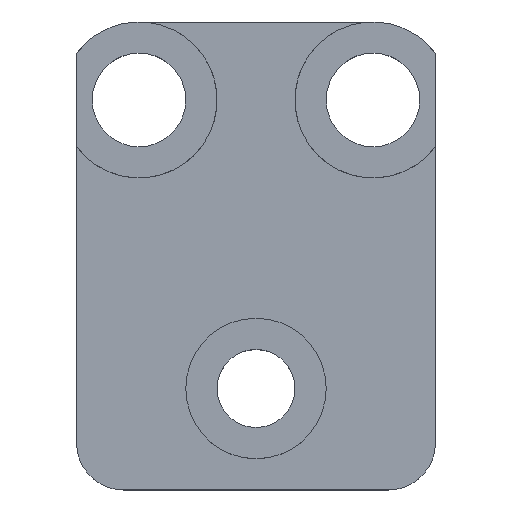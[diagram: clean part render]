
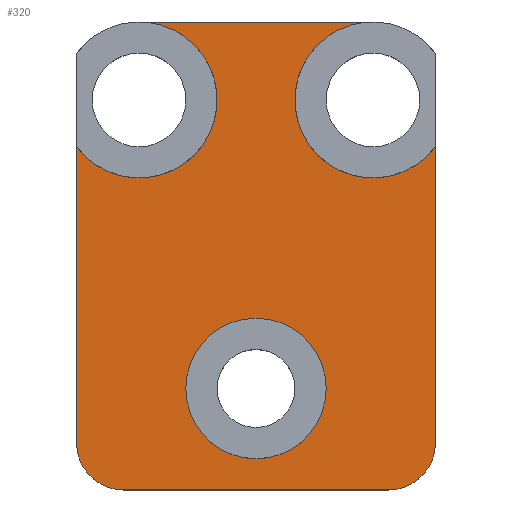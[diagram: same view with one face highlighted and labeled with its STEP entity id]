
A CAD part, top view. The second image highlights one B-rep face of the part: STEP entity #320.
In plain terms, the highlighted planar face has unit normal (0, 0, 1).
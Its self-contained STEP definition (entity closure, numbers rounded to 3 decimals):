
#25=FACE_BOUND('',#75,.T.);
#34=PLANE('',#370);
#51=FACE_OUTER_BOUND('',#74,.T.);
#74=EDGE_LOOP('',(#287,#288,#289,#290,#291,#292,#293,#294));
#75=EDGE_LOOP('',(#295));
#82=LINE('',#505,#106);
#88=LINE('',#536,#112);
#96=LINE('',#549,#120);
#98=LINE('',#556,#122);
#106=VECTOR('',#404,10.);
#112=VECTOR('',#438,10.);
#120=VECTOR('',#454,10.);
#122=VECTOR('',#462,10.);
#124=CIRCLE('',#337,3.);
#132=CIRCLE('',#348,3.);
#136=CIRCLE('',#354,4.5);
#140=CIRCLE('',#366,5.);
#141=CIRCLE('',#369,5.);
#142=VERTEX_POINT('',#475);
#143=VERTEX_POINT('',#476);
#155=VERTEX_POINT('',#504);
#156=VERTEX_POINT('',#508);
#161=VERTEX_POINT('',#521);
#166=VERTEX_POINT('',#535);
#167=VERTEX_POINT('',#547);
#168=VERTEX_POINT('',#551);
#169=VERTEX_POINT('',#555);
#170=EDGE_CURVE('',#142,#143,#124,.T.);
#184=EDGE_CURVE('',#155,#143,#82,.T.);
#186=EDGE_CURVE('',#155,#156,#132,.T.);
#193=EDGE_CURVE('',#161,#161,#136,.T.);
#198=EDGE_CURVE('',#166,#156,#88,.T.);
#206=EDGE_CURVE('',#142,#167,#96,.T.);
#207=EDGE_CURVE('',#168,#166,#140,.T.);
#209=EDGE_CURVE('',#169,#168,#98,.T.);
#211=EDGE_CURVE('',#167,#169,#141,.T.);
#287=ORIENTED_EDGE('',*,*,#170,.F.);
#288=ORIENTED_EDGE('',*,*,#206,.T.);
#289=ORIENTED_EDGE('',*,*,#211,.T.);
#290=ORIENTED_EDGE('',*,*,#209,.T.);
#291=ORIENTED_EDGE('',*,*,#207,.T.);
#292=ORIENTED_EDGE('',*,*,#198,.T.);
#293=ORIENTED_EDGE('',*,*,#186,.F.);
#294=ORIENTED_EDGE('',*,*,#184,.T.);
#295=ORIENTED_EDGE('',*,*,#193,.T.);
#320=ADVANCED_FACE('',(#51,#25),#34,.T.);
#337=AXIS2_PLACEMENT_3D('',#477,#378,#379);
#348=AXIS2_PLACEMENT_3D('',#509,#408,#409);
#354=AXIS2_PLACEMENT_3D('',#523,#423,#424);
#366=AXIS2_PLACEMENT_3D('',#552,#457,#458);
#369=AXIS2_PLACEMENT_3D('',#559,#466,#467);
#370=AXIS2_PLACEMENT_3D('',#560,#468,#469);
#378=DIRECTION('center_axis',(0.,0.,-1.));
#379=DIRECTION('ref_axis',(0.707,-0.707,0.));
#404=DIRECTION('',(1.,0.,0.));
#408=DIRECTION('center_axis',(0.,0.,-1.));
#409=DIRECTION('ref_axis',(-0.707,-0.707,0.));
#423=DIRECTION('center_axis',(0.,0.,-1.));
#424=DIRECTION('ref_axis',(1.,0.,0.));
#438=DIRECTION('',(0.,-1.,0.));
#454=DIRECTION('',(0.,1.,0.));
#457=DIRECTION('center_axis',(0.,0.,-1.));
#458=DIRECTION('ref_axis',(1.,0.,0.));
#462=DIRECTION('',(-1.,0.,0.));
#466=DIRECTION('center_axis',(0.,0.,-1.));
#467=DIRECTION('ref_axis',(1.,0.,0.));
#468=DIRECTION('center_axis',(0.,0.,1.));
#469=DIRECTION('ref_axis',(1.,0.,0.));
#475=CARTESIAN_POINT('',(11.5,-22.,3.));
#476=CARTESIAN_POINT('',(8.5,-25.,3.));
#477=CARTESIAN_POINT('Origin',(8.5,-22.,3.));
#504=CARTESIAN_POINT('',(-8.5,-25.,3.));
#505=CARTESIAN_POINT('',(11.5,-25.,3.));
#508=CARTESIAN_POINT('',(-11.5,-22.,3.));
#509=CARTESIAN_POINT('Origin',(-8.5,-22.,3.));
#521=CARTESIAN_POINT('',(-4.5,-18.5,3.));
#523=CARTESIAN_POINT('Origin',(0.,-18.5,3.));
#535=CARTESIAN_POINT('',(-11.5,-3.,3.));
#536=CARTESIAN_POINT('',(-11.5,-25.,3.));
#547=CARTESIAN_POINT('',(11.5,-3.,3.));
#549=CARTESIAN_POINT('',(11.5,5.,3.));
#551=CARTESIAN_POINT('',(-7.5,5.,3.));
#552=CARTESIAN_POINT('Origin',(-7.5,0.,3.));
#555=CARTESIAN_POINT('',(7.5,5.,3.));
#556=CARTESIAN_POINT('',(11.5,5.,3.));
#559=CARTESIAN_POINT('Origin',(7.5,0.,3.));
#560=CARTESIAN_POINT('Origin',(0.,-10.,3.));
